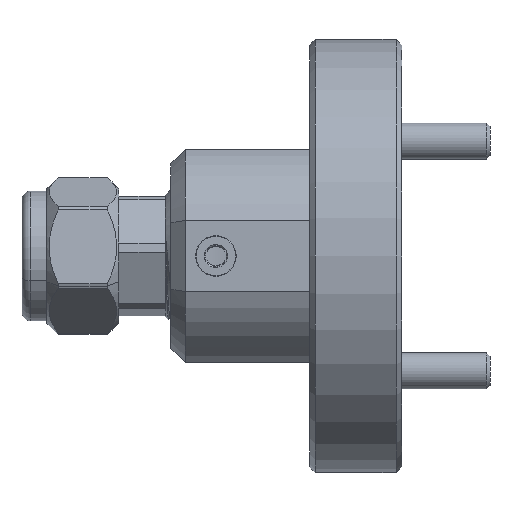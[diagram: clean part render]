
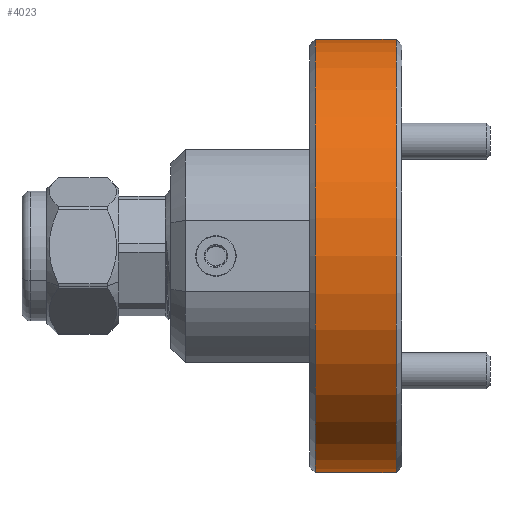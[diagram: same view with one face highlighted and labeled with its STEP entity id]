
A CAD part, front view. The second image highlights one B-rep face of the part: STEP entity #4023.
In plain terms, the highlighted cylindrical face has radius 9.525 mm (diameter 19.05 mm), a partial arc.
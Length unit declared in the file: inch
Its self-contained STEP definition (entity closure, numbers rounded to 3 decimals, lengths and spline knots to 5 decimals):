
#383 = EDGE_CURVE ( 'NONE', #5375, #5602, #3679, .T. ) ;
#388 = VERTEX_POINT ( 'NONE', #6182 ) ;
#499 = VECTOR ( 'NONE', #1560, 39.37008 ) ;
#545 = LINE ( 'NONE', #1026, #499 ) ;
#878 = DIRECTION ( 'NONE',  ( -1., 0., 0. ) ) ;
#1026 = CARTESIAN_POINT ( 'NONE',  ( 0., 0., -0.375 ) ) ;
#1037 = ORIENTED_EDGE ( 'NONE', *, *, #4465, .T. ) ;
#1158 = CARTESIAN_POINT ( 'NONE',  ( 0., 0., 0.375 ) ) ;
#1171 = DIRECTION ( 'NONE',  ( 1., 0., 0. ) ) ;
#1265 = EDGE_CURVE ( 'NONE', #3441, #5602, #6231, .T. ) ;
#1560 = DIRECTION ( 'NONE',  ( 1., 0., 0. ) ) ;
#1692 = ORIENTED_EDGE ( 'NONE', *, *, #3143, .T. ) ;
#1905 = CARTESIAN_POINT ( 'NONE',  ( -0.01, 0., -0.375 ) ) ;
#2160 = CYLINDRICAL_SURFACE ( 'NONE', #4676, 0.375 ) ;
#2213 = AXIS2_PLACEMENT_3D ( 'NONE', #4659, #3671, #5166 ) ;
#2662 = CARTESIAN_POINT ( 'NONE',  ( -0.01, 0., 0.375 ) ) ;
#2700 = CARTESIAN_POINT ( 'NONE',  ( 0., 0., 0. ) ) ;
#2948 = ORIENTED_EDGE ( 'NONE', *, *, #1265, .T. ) ;
#3143 = EDGE_CURVE ( 'NONE', #388, #3441, #545, .T. ) ;
#3441 = VERTEX_POINT ( 'NONE', #1905 ) ;
#3513 = CARTESIAN_POINT ( 'NONE',  ( -0.01, 0., 0. ) ) ;
#3535 = EDGE_LOOP ( 'NONE', ( #5804, #1037, #1692, #2948 ) ) ;
#3671 = DIRECTION ( 'NONE',  ( 1., 0., 0. ) ) ;
#3679 = LINE ( 'NONE', #1158, #5839 ) ;
#3736 = FACE_OUTER_BOUND ( 'NONE', #3535, .T. ) ;
#4017 = DIRECTION ( 'NONE',  ( 0., 0., -1. ) ) ;
#4023 = ADVANCED_FACE ( 'NONE', ( #3736 ), #2160, .T. ) ;
#4141 = CIRCLE ( 'NONE', #2213, 0.375 ) ;
#4174 = DIRECTION ( 'NONE',  ( 0., 0., -1. ) ) ;
#4412 = AXIS2_PLACEMENT_3D ( 'NONE', #3513, #878, #4017 ) ;
#4465 = EDGE_CURVE ( 'NONE', #5375, #388, #4141, .T. ) ;
#4659 = CARTESIAN_POINT ( 'NONE',  ( -0.15, 0., 0. ) ) ;
#4676 = AXIS2_PLACEMENT_3D ( 'NONE', #2700, #1171, #4174 ) ;
#5166 = DIRECTION ( 'NONE',  ( 0., 0., 1. ) ) ;
#5375 = VERTEX_POINT ( 'NONE', #6576 ) ;
#5602 = VERTEX_POINT ( 'NONE', #2662 ) ;
#5682 = DIRECTION ( 'NONE',  ( 1., 0., 0. ) ) ;
#5804 = ORIENTED_EDGE ( 'NONE', *, *, #383, .F. ) ;
#5839 = VECTOR ( 'NONE', #5682, 39.37008 ) ;
#6182 = CARTESIAN_POINT ( 'NONE',  ( -0.15, 0., -0.375 ) ) ;
#6231 = CIRCLE ( 'NONE', #4412, 0.375 ) ;
#6576 = CARTESIAN_POINT ( 'NONE',  ( -0.15, 0., 0.375 ) ) ;
